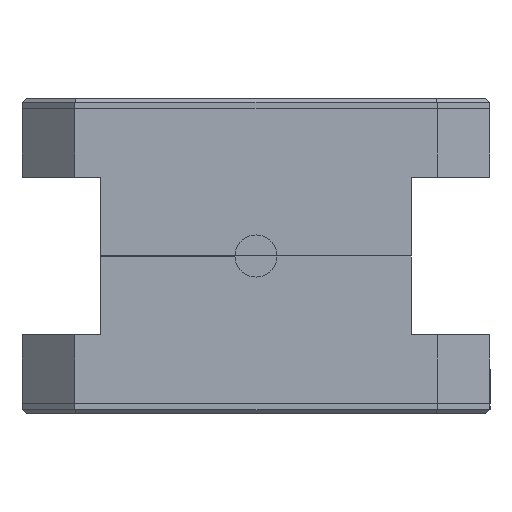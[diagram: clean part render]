
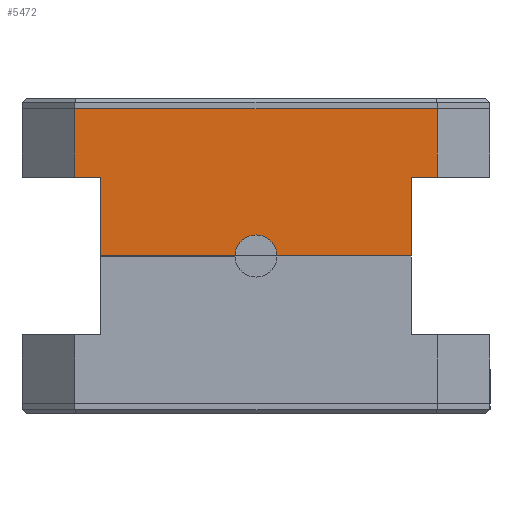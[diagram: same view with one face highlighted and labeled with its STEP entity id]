
A CAD part, left-side view. The second image highlights one B-rep face of the part: STEP entity #5472.
In plain terms, the highlighted planar face has unit normal (-1, 0, 0).
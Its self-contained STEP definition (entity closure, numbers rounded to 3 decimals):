
#263=CIRCLE('',#5827,4.);
#367=FACE_OUTER_BOUND('',#671,.T.);
#671=EDGE_LOOP('',(#3922,#3923,#3924,#3925,#3926,#3927,#3928,#3929,#3930,
#3931));
#1086=LINE('',#7656,#1750);
#1087=LINE('',#7658,#1751);
#1088=LINE('',#7660,#1752);
#1089=LINE('',#7662,#1753);
#1090=LINE('',#7664,#1754);
#1091=LINE('',#7666,#1755);
#1092=LINE('',#7668,#1756);
#1093=LINE('',#7670,#1757);
#1094=LINE('',#7671,#1758);
#1750=VECTOR('',#6368,10.);
#1751=VECTOR('',#6369,10.);
#1752=VECTOR('',#6370,10.);
#1753=VECTOR('',#6371,10.);
#1754=VECTOR('',#6372,10.);
#1755=VECTOR('',#6373,10.);
#1756=VECTOR('',#6374,10.);
#1757=VECTOR('',#6375,10.);
#1758=VECTOR('',#6376,10.);
#2361=VERTEX_POINT('',#7647);
#2363=VERTEX_POINT('',#7651);
#2364=VERTEX_POINT('',#7655);
#2365=VERTEX_POINT('',#7657);
#2366=VERTEX_POINT('',#7659);
#2367=VERTEX_POINT('',#7661);
#2368=VERTEX_POINT('',#7663);
#2369=VERTEX_POINT('',#7665);
#2370=VERTEX_POINT('',#7667);
#2371=VERTEX_POINT('',#7669);
#2949=EDGE_CURVE('',#2361,#2363,#263,.T.);
#2950=EDGE_CURVE('',#2363,#2364,#1086,.T.);
#2951=EDGE_CURVE('',#2364,#2365,#1087,.T.);
#2952=EDGE_CURVE('',#2365,#2366,#1088,.T.);
#2953=EDGE_CURVE('',#2367,#2366,#1089,.T.);
#2954=EDGE_CURVE('',#2367,#2368,#1090,.T.);
#2955=EDGE_CURVE('',#2368,#2369,#1091,.T.);
#2956=EDGE_CURVE('',#2370,#2369,#1092,.T.);
#2957=EDGE_CURVE('',#2371,#2370,#1093,.T.);
#2958=EDGE_CURVE('',#2371,#2361,#1094,.T.);
#3922=ORIENTED_EDGE('',*,*,#2949,.T.);
#3923=ORIENTED_EDGE('',*,*,#2950,.T.);
#3924=ORIENTED_EDGE('',*,*,#2951,.T.);
#3925=ORIENTED_EDGE('',*,*,#2952,.T.);
#3926=ORIENTED_EDGE('',*,*,#2953,.F.);
#3927=ORIENTED_EDGE('',*,*,#2954,.T.);
#3928=ORIENTED_EDGE('',*,*,#2955,.T.);
#3929=ORIENTED_EDGE('',*,*,#2956,.F.);
#3930=ORIENTED_EDGE('',*,*,#2957,.F.);
#3931=ORIENTED_EDGE('',*,*,#2958,.T.);
#5241=PLANE('',#5828);
#5472=ADVANCED_FACE('',(#367),#5241,.T.);
#5827=AXIS2_PLACEMENT_3D('',#7653,#6364,#6365);
#5828=AXIS2_PLACEMENT_3D('',#7654,#6366,#6367);
#6364=DIRECTION('center_axis',(1.,0.,0.));
#6365=DIRECTION('ref_axis',(0.,0.,1.));
#6366=DIRECTION('center_axis',(-1.,0.,0.));
#6367=DIRECTION('ref_axis',(0.,-1.,0.));
#6368=DIRECTION('',(0.,-1.,0.));
#6369=DIRECTION('',(0.,0.,1.));
#6370=DIRECTION('',(0.,-1.,0.));
#6371=DIRECTION('',(0.,0.,-1.));
#6372=DIRECTION('',(0.,1.,0.));
#6373=DIRECTION('',(0.,0.,-1.));
#6374=DIRECTION('',(0.,1.,0.));
#6375=DIRECTION('',(0.,0.,1.));
#6376=DIRECTION('',(0.,-1.,0.));
#7647=CARTESIAN_POINT('',(-145.,4.,0.));
#7651=CARTESIAN_POINT('',(-145.,-4.,0.));
#7653=CARTESIAN_POINT('Origin',(-145.,0.,0.));
#7654=CARTESIAN_POINT('Origin',(-145.,29.5,0.));
#7655=CARTESIAN_POINT('',(-145.,-29.5,0.));
#7656=CARTESIAN_POINT('',(-145.,29.5,0.));
#7657=CARTESIAN_POINT('',(-145.,-29.5,15.));
#7658=CARTESIAN_POINT('',(-145.,-29.5,0.));
#7659=CARTESIAN_POINT('',(-145.,-34.5,15.));
#7660=CARTESIAN_POINT('',(-145.,-35.75,15.));
#7661=CARTESIAN_POINT('',(-145.,-34.5,28.));
#7662=CARTESIAN_POINT('',(-145.,-34.5,28.));
#7663=CARTESIAN_POINT('',(-145.,34.5,28.));
#7664=CARTESIAN_POINT('',(-145.,35.75,28.));
#7665=CARTESIAN_POINT('',(-145.,34.5,15.));
#7666=CARTESIAN_POINT('',(-145.,34.5,28.));
#7667=CARTESIAN_POINT('',(-145.,29.5,15.));
#7668=CARTESIAN_POINT('',(-145.,35.75,15.));
#7669=CARTESIAN_POINT('',(-145.,29.5,0.));
#7670=CARTESIAN_POINT('',(-145.,29.5,0.));
#7671=CARTESIAN_POINT('',(-145.,29.5,0.));
